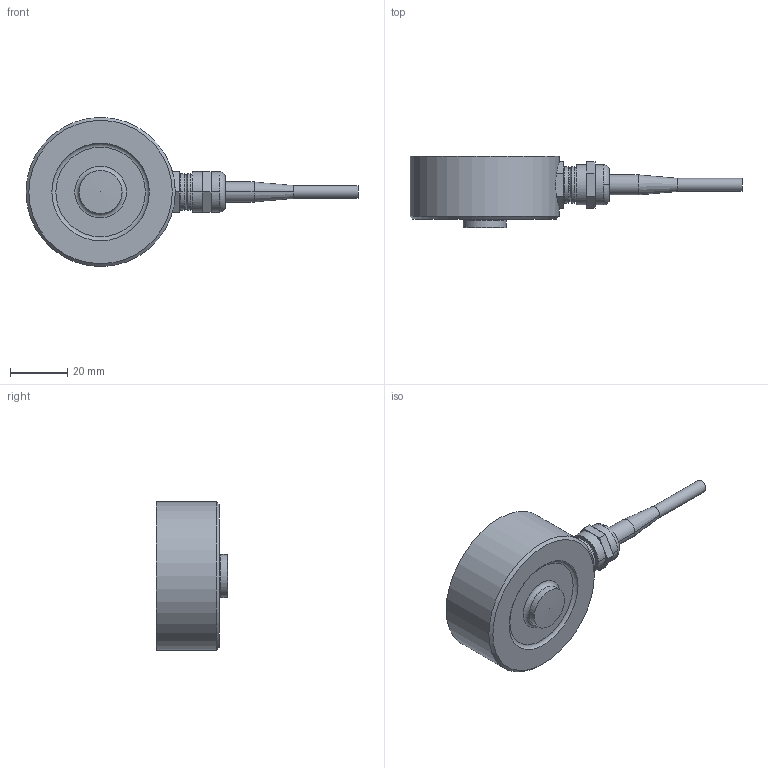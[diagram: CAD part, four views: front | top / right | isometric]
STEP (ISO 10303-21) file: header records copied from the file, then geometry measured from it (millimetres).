
FILE_DESCRIPTION( ( 'Unknown' ), '1' );
FILE_NAME( 'K-13_50kN.stp', 'Unknown', ( 'Unknown' ), ( 'Unknown' ), 'PSStep 17.0.49', 'Unknown', ' ' );
FILE_SCHEMA( ( 'AUTOMOTIVE_DESIGN { 1 0 10303 214 1 1 1 1 }' ) );
Length unit declared in the file: millimetre
Products named in the file (4): Assem1; 2054-001-Membrane; pg7_doc-00007707; kabeldurchmesser4,5_doc-00036217
Assembly tree (3 placements, depth 2):
  Assem1
    2054-001-Membrane
    pg7_doc-00007707
    kabeldurchmesser4,5_doc-00036217
Bounding box: 115.74 x 25 x 52 mm (x, y, z)
Volume: 48679.8 mm3; surface area: 11684 mm2
Topology: 3 solids, 3 shells, 87 faces, 192 edges, 117 vertices
Faces by surface type: plane 37, cylinder 25, cone 20, torus 4, sphere 1
Full cylindrical faces by diameter (mm): 3.242 x3, 4.5 x1, 4.6 x1, 15 x1, 16 x1, 35 x1, 52 x1
Entity records: 3732 total; most frequent: CARTESIAN_POINT 1455, ORIENTED_EDGE 328, DIRECTION 226, EDGE_CURVE 164, B_SPLINE_CURVE_WITH_KNOTS 142, AXIS2_PLACEMENT_3D 113, EDGE_LOOP 112, VERTEX_POINT 110
